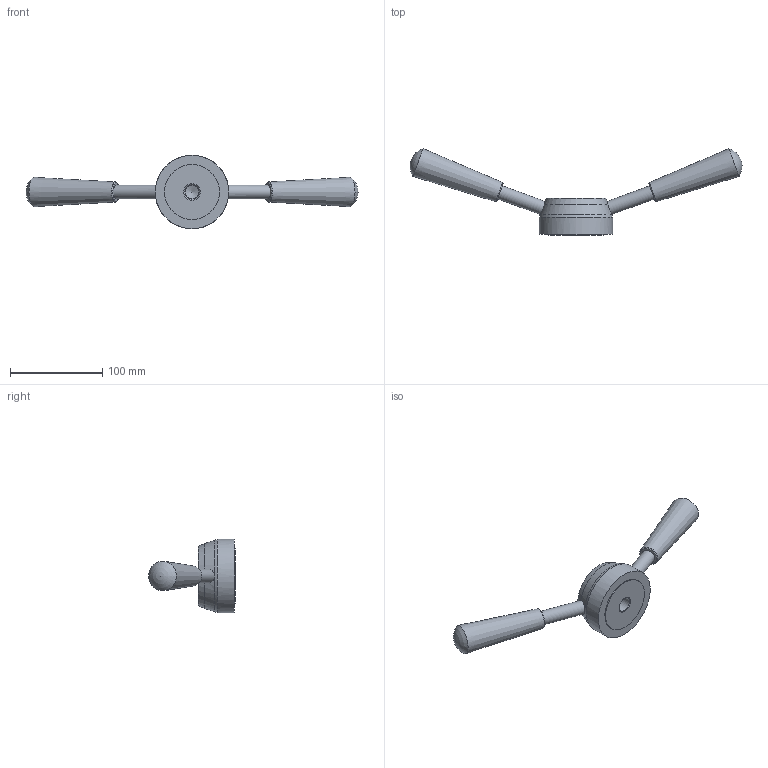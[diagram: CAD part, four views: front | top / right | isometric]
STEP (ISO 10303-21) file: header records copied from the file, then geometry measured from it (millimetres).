
FILE_DESCRIPTION(/* description */ (''),/* implementation_level */ '2;1');
FILE_NAME(/* name */ 'TA180.dxf',/* time_stamp */ '2012-11-23T18:03:00+08:00',/* author */ (''),/* organization */ (''),/* preprocessor_version */ 'ST-DEVELOPER v9',/* originating_system */ 'UGS - NX 4.0',/* authorisation */ '');
FILE_SCHEMA (('CONFIG_CONTROL_DESIGN'));
Length unit declared in the file: millimetre
Products named in the file (1): AdmiFBE9xqke
Bounding box: 359.7 x 93.85 x 79.61 mm (x, y, z)
Volume: 306946 mm3; surface area: 42101.9 mm2
Topology: 1 solids, 1 shells, 24 faces, 54 edges, 34 vertices
Faces by surface type: cone 10, plane 6, cylinder 6, sphere 2
Full cylindrical faces by diameter (mm): 14.741 x1, 15 x2, 15.741 x1, 59.608 x1, 79.608 x1
Entity records: 695 total; most frequent: CARTESIAN_POINT 197, DIRECTION 88, ORIENTED_EDGE 58, AXIS2_PLACEMENT_3D 44, EDGE_LOOP 42, EDGE_CURVE 29, VERTEX_POINT 26, FACE_BOUND 25
